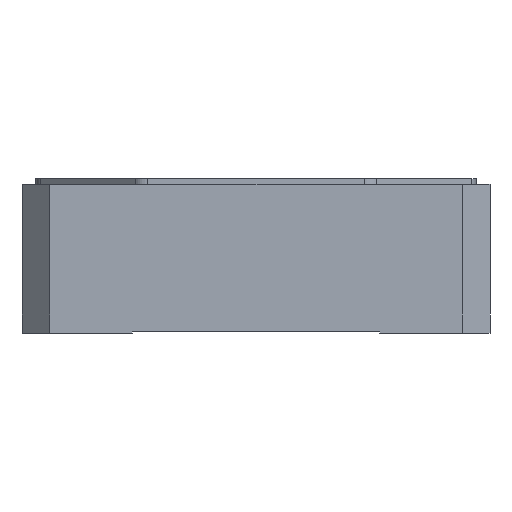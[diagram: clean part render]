
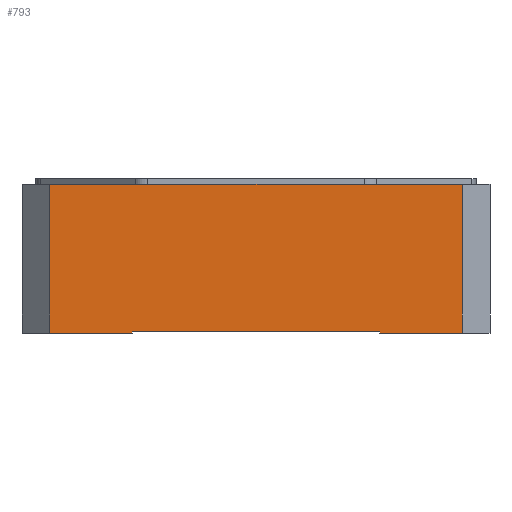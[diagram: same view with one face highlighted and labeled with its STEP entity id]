
A CAD part, front view. The second image highlights one B-rep face of the part: STEP entity #793.
In plain terms, the highlighted planar face has unit normal (0, -1, 0).
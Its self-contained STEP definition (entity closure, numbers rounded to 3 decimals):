
#46 = CARTESIAN_POINT ( 'NONE',  ( 37.5, -42.5, 0. ) ) ;
#219 = CARTESIAN_POINT ( 'NONE',  ( -37.5, -42.5, 27. ) ) ;
#221 = DIRECTION ( 'NONE',  ( 0., 0., -1. ) ) ;
#386 = DIRECTION ( 'NONE',  ( 0., 1., 0. ) ) ;
#411 = CARTESIAN_POINT ( 'NONE',  ( 22.5, -42.5, 0. ) ) ;
#443 = LINE ( 'NONE', #2655, #1113 ) ;
#472 = PLANE ( 'NONE',  #4856 ) ;
#558 = DIRECTION ( 'NONE',  ( 0., 0., 1. ) ) ;
#580 = VECTOR ( 'NONE', #3820, 1000. ) ;
#589 = CARTESIAN_POINT ( 'NONE',  ( -37.5, -42.5, 0. ) ) ;
#664 = DIRECTION ( 'NONE',  ( 0., 0., 1. ) ) ;
#710 = EDGE_CURVE ( 'NONE', #4787, #3369, #4140, .T. ) ;
#793 = ADVANCED_FACE ( 'NONE', ( #1434 ), #472, .F. ) ;
#860 = VERTEX_POINT ( 'NONE', #46 ) ;
#1113 = VECTOR ( 'NONE', #2293, 1000. ) ;
#1164 = ORIENTED_EDGE ( 'NONE', *, *, #4353, .T. ) ;
#1175 = CARTESIAN_POINT ( 'NONE',  ( -42.5, -42.5, 0. ) ) ;
#1232 = DIRECTION ( 'NONE',  ( 1., 0., 0. ) ) ;
#1323 = CARTESIAN_POINT ( 'NONE',  ( -42.5, -42.5, 0.2 ) ) ;
#1434 = FACE_OUTER_BOUND ( 'NONE', #2246, .T. ) ;
#1573 = VECTOR ( 'NONE', #5296, 1000. ) ;
#1578 = CARTESIAN_POINT ( 'NONE',  ( -37.5, -42.5, 27. ) ) ;
#1649 = VERTEX_POINT ( 'NONE', #411 ) ;
#1723 = CARTESIAN_POINT ( 'NONE',  ( -22.5, -42.5, 27. ) ) ;
#2048 = VERTEX_POINT ( 'NONE', #589 ) ;
#2049 = LINE ( 'NONE', #1175, #4099 ) ;
#2246 = EDGE_LOOP ( 'NONE', ( #3461, #3476, #4110, #2855, #1164, #2675, #5205, #5214 ) ) ;
#2293 = DIRECTION ( 'NONE',  ( 1., 0., 0. ) ) ;
#2393 = VECTOR ( 'NONE', #4502, 1000. ) ;
#2417 = VERTEX_POINT ( 'NONE', #1578 ) ;
#2583 = CARTESIAN_POINT ( 'NONE',  ( 37.5, -42.5, 27. ) ) ;
#2655 = CARTESIAN_POINT ( 'NONE',  ( -42.5, -42.5, 0. ) ) ;
#2675 = ORIENTED_EDGE ( 'NONE', *, *, #3666, .T. ) ;
#2801 = VECTOR ( 'NONE', #221, 1000. ) ;
#2855 = ORIENTED_EDGE ( 'NONE', *, *, #3020, .T. ) ;
#2872 = LINE ( 'NONE', #2583, #3155 ) ;
#2933 = CARTESIAN_POINT ( 'NONE',  ( -22.5, -42.5, 0. ) ) ;
#3020 = EDGE_CURVE ( 'NONE', #4787, #1649, #5166, .T. ) ;
#3155 = VECTOR ( 'NONE', #664, 1000. ) ;
#3184 = LINE ( 'NONE', #219, #2801 ) ;
#3216 = CARTESIAN_POINT ( 'NONE',  ( -42.5, -42.5, 27. ) ) ;
#3287 = EDGE_CURVE ( 'NONE', #2048, #3826, #443, .T. ) ;
#3369 = VERTEX_POINT ( 'NONE', #5146 ) ;
#3461 = ORIENTED_EDGE ( 'NONE', *, *, #3287, .T. ) ;
#3476 = ORIENTED_EDGE ( 'NONE', *, *, #3518, .T. ) ;
#3518 = EDGE_CURVE ( 'NONE', #3826, #3369, #4882, .T. ) ;
#3666 = EDGE_CURVE ( 'NONE', #860, #5014, #2872, .T. ) ;
#3820 = DIRECTION ( 'NONE',  ( -1., 0., 0. ) ) ;
#3826 = VERTEX_POINT ( 'NONE', #2933 ) ;
#4099 = VECTOR ( 'NONE', #1232, 1000. ) ;
#4110 = ORIENTED_EDGE ( 'NONE', *, *, #710, .F. ) ;
#4140 = LINE ( 'NONE', #1323, #580 ) ;
#4353 = EDGE_CURVE ( 'NONE', #1649, #860, #2049, .T. ) ;
#4426 = EDGE_CURVE ( 'NONE', #2417, #2048, #3184, .T. ) ;
#4449 = CARTESIAN_POINT ( 'NONE',  ( -42.5, -42.5, 27. ) ) ;
#4494 = EDGE_CURVE ( 'NONE', #2417, #5014, #4977, .T. ) ;
#4502 = DIRECTION ( 'NONE',  ( 1., 0., 0. ) ) ;
#4539 = DIRECTION ( 'NONE',  ( 0., 0., 1. ) ) ;
#4787 = VERTEX_POINT ( 'NONE', #4789 ) ;
#4789 = CARTESIAN_POINT ( 'NONE',  ( 22.5, -42.5, 0.2 ) ) ;
#4856 = AXIS2_PLACEMENT_3D ( 'NONE', #3216, #386, #558 ) ;
#4882 = LINE ( 'NONE', #1723, #5010 ) ;
#4977 = LINE ( 'NONE', #4449, #2393 ) ;
#5010 = VECTOR ( 'NONE', #4539, 1000. ) ;
#5014 = VERTEX_POINT ( 'NONE', #5289 ) ;
#5146 = CARTESIAN_POINT ( 'NONE',  ( -22.5, -42.5, 0.2 ) ) ;
#5166 = LINE ( 'NONE', #5303, #1573 ) ;
#5205 = ORIENTED_EDGE ( 'NONE', *, *, #4494, .F. ) ;
#5214 = ORIENTED_EDGE ( 'NONE', *, *, #4426, .T. ) ;
#5289 = CARTESIAN_POINT ( 'NONE',  ( 37.5, -42.5, 27. ) ) ;
#5296 = DIRECTION ( 'NONE',  ( 0., 0., -1. ) ) ;
#5303 = CARTESIAN_POINT ( 'NONE',  ( 22.5, -42.5, 27. ) ) ;
